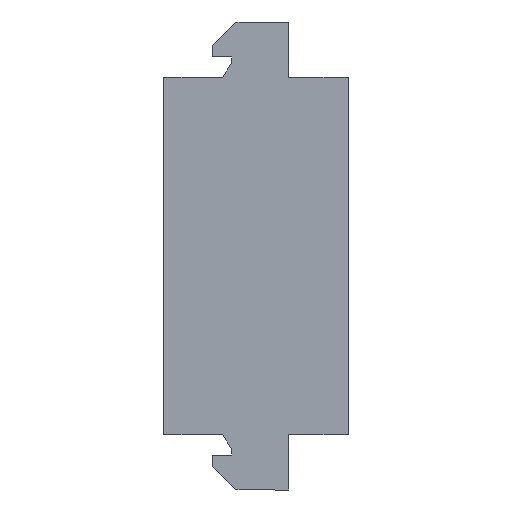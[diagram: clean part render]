
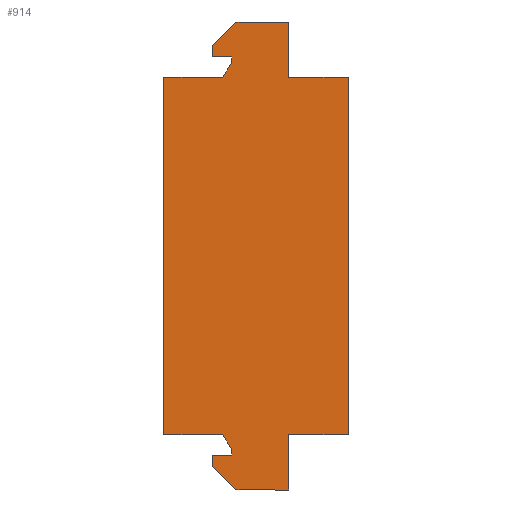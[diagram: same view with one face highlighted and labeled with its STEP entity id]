
A CAD part, left-side view. The second image highlights one B-rep face of the part: STEP entity #914.
In plain terms, the highlighted planar face has unit normal (-1, 0, 0).
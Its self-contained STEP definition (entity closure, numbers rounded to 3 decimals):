
#128=FACE_OUTER_BOUND('',#200,.T.);
#200=EDGE_LOOP('',(#805,#806,#807,#808,#809,#810,#811,#812,#813,#814,#815,
#816,#817,#818,#819,#820,#821,#822,#823,#824));
#218=LINE('',#1303,#310);
#222=LINE('',#1310,#314);
#242=LINE('',#1416,#334);
#245=LINE('',#1422,#337);
#248=LINE('',#1428,#340);
#251=LINE('',#1434,#343);
#254=LINE('',#1438,#346);
#256=LINE('',#1443,#348);
#259=LINE('',#1449,#351);
#262=LINE('',#1455,#354);
#265=LINE('',#1461,#357);
#268=LINE('',#1467,#360);
#271=LINE('',#1473,#363);
#274=LINE('',#1479,#366);
#277=LINE('',#1485,#369);
#280=LINE('',#1491,#372);
#283=LINE('',#1497,#375);
#286=LINE('',#1503,#378);
#289=LINE('',#1509,#381);
#292=LINE('',#1513,#384);
#310=VECTOR('',#1040,10.);
#314=VECTOR('',#1046,10.);
#334=VECTOR('',#1174,10.);
#337=VECTOR('',#1179,10.);
#340=VECTOR('',#1184,10.);
#343=VECTOR('',#1189,10.);
#346=VECTOR('',#1194,10.);
#348=VECTOR('',#1198,10.);
#351=VECTOR('',#1203,10.);
#354=VECTOR('',#1208,10.);
#357=VECTOR('',#1213,10.);
#360=VECTOR('',#1218,10.);
#363=VECTOR('',#1223,10.);
#366=VECTOR('',#1228,10.);
#369=VECTOR('',#1233,10.);
#372=VECTOR('',#1238,10.);
#375=VECTOR('',#1243,10.);
#378=VECTOR('',#1248,10.);
#381=VECTOR('',#1253,10.);
#384=VECTOR('',#1258,10.);
#399=VERTEX_POINT('',#1300);
#400=VERTEX_POINT('',#1302);
#402=VERTEX_POINT('',#1308);
#433=VERTEX_POINT('',#1413);
#434=VERTEX_POINT('',#1415);
#436=VERTEX_POINT('',#1421);
#438=VERTEX_POINT('',#1427);
#440=VERTEX_POINT('',#1433);
#442=VERTEX_POINT('',#1442);
#444=VERTEX_POINT('',#1448);
#446=VERTEX_POINT('',#1454);
#448=VERTEX_POINT('',#1460);
#450=VERTEX_POINT('',#1466);
#452=VERTEX_POINT('',#1472);
#454=VERTEX_POINT('',#1478);
#456=VERTEX_POINT('',#1484);
#458=VERTEX_POINT('',#1490);
#460=VERTEX_POINT('',#1496);
#462=VERTEX_POINT('',#1502);
#464=VERTEX_POINT('',#1508);
#483=EDGE_CURVE('',#400,#399,#218,.T.);
#487=EDGE_CURVE('',#399,#402,#222,.T.);
#534=EDGE_CURVE('',#434,#433,#242,.T.);
#537=EDGE_CURVE('',#436,#434,#245,.T.);
#540=EDGE_CURVE('',#438,#436,#248,.T.);
#543=EDGE_CURVE('',#440,#438,#251,.T.);
#546=EDGE_CURVE('',#402,#440,#254,.T.);
#548=EDGE_CURVE('',#442,#400,#256,.T.);
#551=EDGE_CURVE('',#444,#442,#259,.T.);
#554=EDGE_CURVE('',#446,#444,#262,.T.);
#557=EDGE_CURVE('',#448,#446,#265,.T.);
#560=EDGE_CURVE('',#450,#448,#268,.T.);
#563=EDGE_CURVE('',#452,#450,#271,.T.);
#566=EDGE_CURVE('',#454,#452,#274,.T.);
#569=EDGE_CURVE('',#456,#454,#277,.T.);
#572=EDGE_CURVE('',#458,#456,#280,.T.);
#575=EDGE_CURVE('',#460,#458,#283,.T.);
#578=EDGE_CURVE('',#462,#460,#286,.T.);
#581=EDGE_CURVE('',#464,#462,#289,.T.);
#584=EDGE_CURVE('',#433,#464,#292,.T.);
#805=ORIENTED_EDGE('',*,*,#584,.T.);
#806=ORIENTED_EDGE('',*,*,#581,.T.);
#807=ORIENTED_EDGE('',*,*,#578,.T.);
#808=ORIENTED_EDGE('',*,*,#575,.T.);
#809=ORIENTED_EDGE('',*,*,#572,.T.);
#810=ORIENTED_EDGE('',*,*,#569,.T.);
#811=ORIENTED_EDGE('',*,*,#566,.T.);
#812=ORIENTED_EDGE('',*,*,#563,.T.);
#813=ORIENTED_EDGE('',*,*,#560,.T.);
#814=ORIENTED_EDGE('',*,*,#557,.T.);
#815=ORIENTED_EDGE('',*,*,#554,.T.);
#816=ORIENTED_EDGE('',*,*,#551,.T.);
#817=ORIENTED_EDGE('',*,*,#548,.T.);
#818=ORIENTED_EDGE('',*,*,#483,.T.);
#819=ORIENTED_EDGE('',*,*,#487,.T.);
#820=ORIENTED_EDGE('',*,*,#546,.T.);
#821=ORIENTED_EDGE('',*,*,#543,.T.);
#822=ORIENTED_EDGE('',*,*,#540,.T.);
#823=ORIENTED_EDGE('',*,*,#537,.T.);
#824=ORIENTED_EDGE('',*,*,#534,.T.);
#862=PLANE('',#1008);
#914=ADVANCED_FACE('',(#128),#862,.T.);
#1008=AXIS2_PLACEMENT_3D('',#1515,#1261,#1262);
#1040=DIRECTION('',(0.,1.,0.));
#1046=DIRECTION('',(0.,0.,-1.));
#1174=DIRECTION('',(0.,0.,-1.));
#1179=DIRECTION('',(0.,1.,0.));
#1184=DIRECTION('',(0.,0.,-1.));
#1189=DIRECTION('',(0.,-0.545,-0.839));
#1194=DIRECTION('',(0.,-1.,0.));
#1198=DIRECTION('',(0.,0.545,-0.839));
#1203=DIRECTION('',(0.,0.,-1.));
#1208=DIRECTION('',(0.,-1.,0.));
#1213=DIRECTION('',(0.,0.,-1.));
#1218=DIRECTION('',(0.,0.707,-0.707));
#1223=DIRECTION('',(0.,1.,0.));
#1228=DIRECTION('',(0.,0.,1.));
#1233=DIRECTION('',(0.,1.,0.));
#1238=DIRECTION('',(0.,0.,1.));
#1243=DIRECTION('',(0.,-1.,0.));
#1248=DIRECTION('',(0.,0.,1.));
#1253=DIRECTION('',(0.,-1.,0.));
#1258=DIRECTION('',(0.,-0.707,-0.707));
#1261=DIRECTION('center_axis',(-1.,0.,0.));
#1262=DIRECTION('ref_axis',(0.,0.,1.));
#1300=CARTESIAN_POINT('',(-161.5,9.6,45.6));
#1302=CARTESIAN_POINT('',(-161.5,3.114,45.6));
#1303=CARTESIAN_POINT('',(-161.5,9.6,45.6));
#1308=CARTESIAN_POINT('',(-161.5,9.6,6.1));
#1310=CARTESIAN_POINT('',(-161.5,9.6,6.1));
#1413=CARTESIAN_POINT('',(-161.5,4.175,2.55));
#1415=CARTESIAN_POINT('',(-161.5,4.175,3.85));
#1416=CARTESIAN_POINT('',(-161.5,4.175,6.1));
#1421=CARTESIAN_POINT('',(-161.5,2.075,3.85));
#1422=CARTESIAN_POINT('',(-161.5,4.175,3.85));
#1427=CARTESIAN_POINT('',(-161.5,2.075,4.5));
#1428=CARTESIAN_POINT('',(-161.5,2.075,3.85));
#1433=CARTESIAN_POINT('',(-161.5,3.114,6.1));
#1434=CARTESIAN_POINT('',(-161.5,2.075,4.5));
#1438=CARTESIAN_POINT('',(-161.5,-10.775,6.1));
#1442=CARTESIAN_POINT('',(-161.5,2.075,47.2));
#1443=CARTESIAN_POINT('',(-161.5,2.075,47.2));
#1448=CARTESIAN_POINT('',(-161.5,2.075,47.85));
#1449=CARTESIAN_POINT('',(-161.5,2.075,47.85));
#1454=CARTESIAN_POINT('',(-161.5,4.175,47.85));
#1455=CARTESIAN_POINT('',(-161.5,4.175,47.85));
#1460=CARTESIAN_POINT('',(-161.5,4.175,49.15));
#1461=CARTESIAN_POINT('',(-161.5,4.175,49.15));
#1466=CARTESIAN_POINT('',(-161.5,1.625,51.7));
#1467=CARTESIAN_POINT('',(-161.5,1.625,51.7));
#1472=CARTESIAN_POINT('',(-161.5,-4.2,51.7));
#1473=CARTESIAN_POINT('',(-161.5,4.175,51.7));
#1478=CARTESIAN_POINT('',(-161.5,-4.2,45.6));
#1479=CARTESIAN_POINT('',(-161.5,-4.2,51.7));
#1484=CARTESIAN_POINT('',(-161.5,-10.775,45.6));
#1485=CARTESIAN_POINT('',(-161.5,9.6,45.6));
#1490=CARTESIAN_POINT('',(-161.5,-10.775,6.1));
#1491=CARTESIAN_POINT('',(-161.5,-10.775,45.6));
#1496=CARTESIAN_POINT('',(-161.5,-4.2,6.1));
#1497=CARTESIAN_POINT('',(-161.5,-10.775,6.1));
#1502=CARTESIAN_POINT('',(-161.5,-4.2,0.));
#1503=CARTESIAN_POINT('',(-161.5,-4.2,0.));
#1508=CARTESIAN_POINT('',(-161.5,1.625,0.));
#1509=CARTESIAN_POINT('',(-161.5,4.175,0.));
#1513=CARTESIAN_POINT('',(-161.5,1.625,0.));
#1515=CARTESIAN_POINT('Origin',(-161.5,-0.588,25.85));
